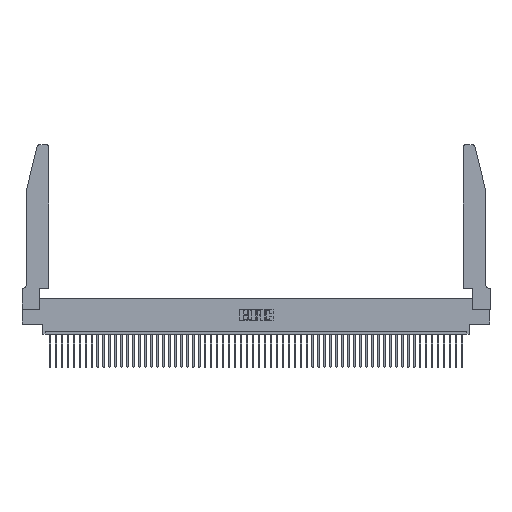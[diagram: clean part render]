
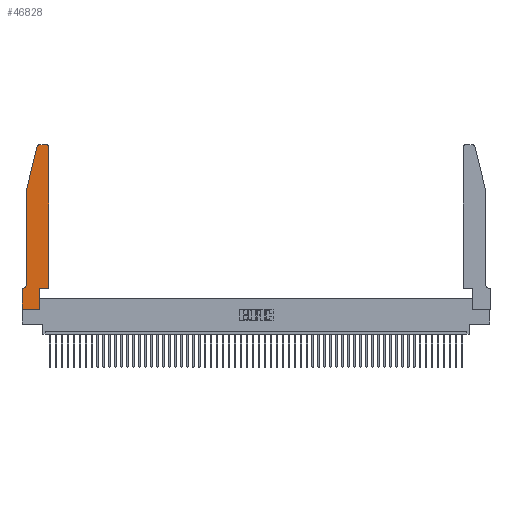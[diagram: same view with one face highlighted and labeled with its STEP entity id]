
A CAD part, top view. The second image highlights one B-rep face of the part: STEP entity #46828.
In plain terms, the highlighted planar face has unit normal (0, 0, 1).
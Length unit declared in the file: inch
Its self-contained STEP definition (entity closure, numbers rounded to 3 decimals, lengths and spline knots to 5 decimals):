
#545 = VERTEX_POINT ( 'NONE', #37836 ) ;
#728 = CARTESIAN_POINT ( 'NONE',  ( 0.25487, 2.72718, 0.37 ) ) ;
#3089 = VERTEX_POINT ( 'NONE', #18381 ) ;
#3621 = FACE_OUTER_BOUND ( 'NONE', #15978, .T. ) ;
#5323 = DIRECTION ( 'NONE',  ( 0., 0., 1. ) ) ;
#5507 = EDGE_CURVE ( 'NONE', #29541, #50353, #32138, .T. ) ;
#5824 = EDGE_CURVE ( 'NONE', #545, #44005, #20365, .T. ) ;
#6441 = CARTESIAN_POINT ( 'NONE',  ( 0.0755, 0.35, 0.37 ) ) ;
#6561 = ORIENTED_EDGE ( 'NONE', *, *, #18745, .T. ) ;
#6867 = CARTESIAN_POINT ( 'NONE',  ( 0., 0., 0.37 ) ) ;
#6969 = CARTESIAN_POINT ( 'NONE',  ( 0., 0.35, 0.37 ) ) ;
#7161 = DIRECTION ( 'NONE',  ( -1., 0., 0. ) ) ;
#7341 = CARTESIAN_POINT ( 'NONE',  ( 0.0055, 0.35, 0.37 ) ) ;
#7474 = AXIS2_PLACEMENT_3D ( 'NONE', #32820, #40993, #37161 ) ;
#8167 = VERTEX_POINT ( 'NONE', #23779 ) ;
#8500 = EDGE_CURVE ( 'NONE', #12620, #3089, #14661, .T. ) ;
#8552 = CARTESIAN_POINT ( 'NONE',  ( 0.4505, 0.35, 0.37 ) ) ;
#9331 = CARTESIAN_POINT ( 'NONE',  ( 0.284, 2.72, 0.37 ) ) ;
#10224 = ORIENTED_EDGE ( 'NONE', *, *, #5824, .T. ) ;
#11447 = VECTOR ( 'NONE', #28737, 39.37008 ) ;
#11977 = CARTESIAN_POINT ( 'NONE',  ( 0.4505, 2.72, 0.37 ) ) ;
#12090 = VERTEX_POINT ( 'NONE', #728 ) ;
#12620 = VERTEX_POINT ( 'NONE', #11977 ) ;
#12763 = CARTESIAN_POINT ( 'NONE',  ( 0.2865, 0.35, 0.37 ) ) ;
#13458 = LINE ( 'NONE', #12763, #45977 ) ;
#14406 = DIRECTION ( 'NONE',  ( 0., 1., 0. ) ) ;
#14504 = LINE ( 'NONE', #19940, #51509 ) ;
#14661 = CIRCLE ( 'NONE', #32500, 0.03 ) ;
#15978 = EDGE_LOOP ( 'NONE', ( #16242, #26568, #41304, #34393, #47864, #40826, #48404, #41748, #16396, #10224, #6561, #17316 ) ) ;
#16242 = ORIENTED_EDGE ( 'NONE', *, *, #31759, .T. ) ;
#16396 = ORIENTED_EDGE ( 'NONE', *, *, #35735, .T. ) ;
#17316 = ORIENTED_EDGE ( 'NONE', *, *, #8500, .T. ) ;
#17569 = CARTESIAN_POINT ( 'NONE',  ( 0.0755, 2., 0.37 ) ) ;
#18076 = CARTESIAN_POINT ( 'NONE',  ( 0.4505, 0.35, 0.37 ) ) ;
#18381 = CARTESIAN_POINT ( 'NONE',  ( 0.4205, 2.75, 0.37 ) ) ;
#18455 = DIRECTION ( 'NONE',  ( 1., 0., 0. ) ) ;
#18745 = EDGE_CURVE ( 'NONE', #44005, #12620, #53430, .T. ) ;
#19876 = CARTESIAN_POINT ( 'NONE',  ( 0.0755, 2., 0.37 ) ) ;
#19940 = CARTESIAN_POINT ( 'NONE',  ( 0., 0., 0.37 ) ) ;
#20365 = LINE ( 'NONE', #18076, #32750 ) ;
#20406 = VECTOR ( 'NONE', #27309, 39.37008 ) ;
#20605 = AXIS2_PLACEMENT_3D ( 'NONE', #9331, #5323, #34385 ) ;
#21773 = EDGE_CURVE ( 'NONE', #12090, #24694, #30867, .T. ) ;
#22630 = EDGE_CURVE ( 'NONE', #50353, #47552, #31478, .T. ) ;
#23779 = CARTESIAN_POINT ( 'NONE',  ( 0.2865, 0., 0.37 ) ) ;
#24290 = LINE ( 'NONE', #19876, #37313 ) ;
#24694 = VERTEX_POINT ( 'NONE', #17569 ) ;
#25545 = VECTOR ( 'NONE', #7161, 39.37008 ) ;
#26177 = EDGE_CURVE ( 'NONE', #47552, #8167, #14504, .T. ) ;
#26568 = ORIENTED_EDGE ( 'NONE', *, *, #45405, .T. ) ;
#27309 = DIRECTION ( 'NONE',  ( 0., -1., 0. ) ) ;
#28629 = DIRECTION ( 'NONE',  ( 1., 0., 0. ) ) ;
#28737 = DIRECTION ( 'NONE',  ( -0.239, -0.971, 0. ) ) ;
#29541 = VERTEX_POINT ( 'NONE', #7341 ) ;
#29669 = VERTEX_POINT ( 'NONE', #41662 ) ;
#30867 = LINE ( 'NONE', #49126, #11447 ) ;
#31357 = CARTESIAN_POINT ( 'NONE',  ( 0.284, 2.75, 0.37 ) ) ;
#31478 = LINE ( 'NONE', #6867, #20406 ) ;
#31759 = EDGE_CURVE ( 'NONE', #3089, #52143, #43164, .T. ) ;
#32138 = LINE ( 'NONE', #6441, #40559 ) ;
#32373 = PLANE ( 'NONE',  #51603 ) ;
#32500 = AXIS2_PLACEMENT_3D ( 'NONE', #36686, #40851, #28629 ) ;
#32750 = VECTOR ( 'NONE', #18455, 39.37008 ) ;
#32820 = CARTESIAN_POINT ( 'NONE',  ( 0.0055, 0.42, 0.37 ) ) ;
#34086 = CARTESIAN_POINT ( 'NONE',  ( 0.4505, 0.35, 0.37 ) ) ;
#34385 = DIRECTION ( 'NONE',  ( 1., 0., 0. ) ) ;
#34393 = ORIENTED_EDGE ( 'NONE', *, *, #37660, .T. ) ;
#35735 = EDGE_CURVE ( 'NONE', #8167, #545, #13458, .T. ) ;
#36686 = CARTESIAN_POINT ( 'NONE',  ( 0.4205, 2.72, 0.37 ) ) ;
#36849 = CARTESIAN_POINT ( 'NONE',  ( 0., 0., 0.37 ) ) ;
#37069 = DIRECTION ( 'NONE',  ( 0., 1., 0. ) ) ;
#37133 = DIRECTION ( 'NONE',  ( 0., -1., 0. ) ) ;
#37161 = DIRECTION ( 'NONE',  ( -1., 0., 0. ) ) ;
#37313 = VECTOR ( 'NONE', #37133, 39.37008 ) ;
#37660 = EDGE_CURVE ( 'NONE', #24694, #29669, #24290, .T. ) ;
#37836 = CARTESIAN_POINT ( 'NONE',  ( 0.2865, 0.35, 0.37 ) ) ;
#39537 = CARTESIAN_POINT ( 'NONE',  ( 0., 0.35, 0.37 ) ) ;
#40530 = DIRECTION ( 'NONE',  ( 0., 0., 1. ) ) ;
#40559 = VECTOR ( 'NONE', #47653, 39.37008 ) ;
#40826 = ORIENTED_EDGE ( 'NONE', *, *, #5507, .T. ) ;
#40851 = DIRECTION ( 'NONE',  ( 0., 0., 1. ) ) ;
#40993 = DIRECTION ( 'NONE',  ( 0., 0., -1. ) ) ;
#41304 = ORIENTED_EDGE ( 'NONE', *, *, #21773, .T. ) ;
#41662 = CARTESIAN_POINT ( 'NONE',  ( 0.0755, 0.42, 0.37 ) ) ;
#41748 = ORIENTED_EDGE ( 'NONE', *, *, #26177, .T. ) ;
#43164 = LINE ( 'NONE', #44546, #25545 ) ;
#44005 = VERTEX_POINT ( 'NONE', #8552 ) ;
#44546 = CARTESIAN_POINT ( 'NONE',  ( 0.2605, 2.75, 0.37 ) ) ;
#44901 = DIRECTION ( 'NONE',  ( 1., 0., 0. ) ) ;
#45077 = EDGE_CURVE ( 'NONE', #29669, #29541, #47307, .T. ) ;
#45206 = DIRECTION ( 'NONE',  ( 1., 0., 0. ) ) ;
#45405 = EDGE_CURVE ( 'NONE', #52143, #12090, #52470, .T. ) ;
#45977 = VECTOR ( 'NONE', #14406, 39.37008 ) ;
#46828 = ADVANCED_FACE ( 'NONE', ( #3621 ), #32373, .T. ) ;
#47307 = CIRCLE ( 'NONE', #7474, 0.07 ) ;
#47552 = VERTEX_POINT ( 'NONE', #36849 ) ;
#47653 = DIRECTION ( 'NONE',  ( -1., 0., 0. ) ) ;
#47864 = ORIENTED_EDGE ( 'NONE', *, *, #45077, .T. ) ;
#48404 = ORIENTED_EDGE ( 'NONE', *, *, #22630, .T. ) ;
#49126 = CARTESIAN_POINT ( 'NONE',  ( 0.0755, 2., 0.37 ) ) ;
#49441 = VECTOR ( 'NONE', #37069, 39.37008 ) ;
#50353 = VERTEX_POINT ( 'NONE', #39537 ) ;
#51509 = VECTOR ( 'NONE', #45206, 39.37008 ) ;
#51603 = AXIS2_PLACEMENT_3D ( 'NONE', #6969, #40530, #44901 ) ;
#52143 = VERTEX_POINT ( 'NONE', #31357 ) ;
#52470 = CIRCLE ( 'NONE', #20605, 0.03 ) ;
#53430 = LINE ( 'NONE', #34086, #49441 ) ;
